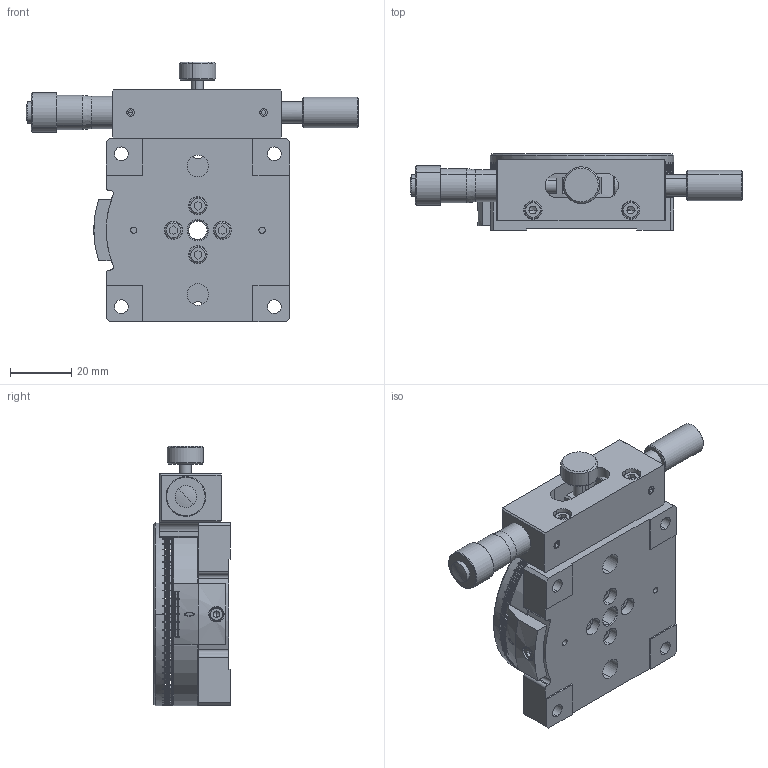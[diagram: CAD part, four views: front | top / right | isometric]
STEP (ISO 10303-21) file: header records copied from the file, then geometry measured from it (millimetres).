
FILE_DESCRIPTION (( 'STEP AP203' ), '1' );
FILE_NAME ('AKR10A-60.step', '2019-05-08T06:44:27', ( '' ), ( '' ), 'SwSTEP 2.0', 'SolidWorks 2017', '' );
FILE_SCHEMA (( 'CONFIG_CONTROL_DESIGN' ));
Length unit declared in the file: millimetre
Products named in the file (1): AKR10A-60
Bounding box: 108.57 x 25 x 85.02 mm (x, y, z)
Surface area: 30158.2 mm2 (no closed solid volume)
Topology: 0 solids, 40 shells, 781 faces, 4838 edges, 3673 vertices
Faces by surface type: plane 586, cylinder 125, cone 44, torus 18, bspline 8
Entity records: 46921 total; most frequent: CARTESIAN_POINT 10544, DIRECTION 7445, ORIENTED_EDGE 6680, EDGE_CURVE 4828, VERTEX_POINT 3673, LINE 3545, VECTOR 3545, AXIS2_PLACEMENT_3D 1950
